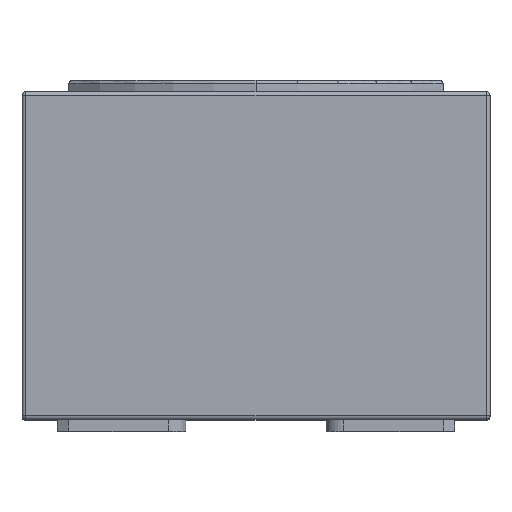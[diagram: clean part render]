
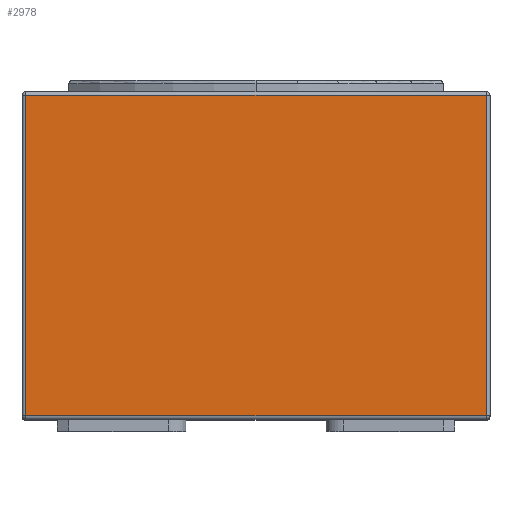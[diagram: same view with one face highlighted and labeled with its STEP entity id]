
A CAD part, top view. The second image highlights one B-rep face of the part: STEP entity #2978.
In plain terms, the highlighted planar face has unit normal (0, 0, 1).
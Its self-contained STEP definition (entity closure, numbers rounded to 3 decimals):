
#48 = VERTEX_POINT ( 'NONE', #2410 ) ;
#68 = DIRECTION ( 'NONE',  ( -1., 0., 0. ) ) ;
#142 = DIRECTION ( 'NONE',  ( 1., 0., 0. ) ) ;
#204 = ORIENTED_EDGE ( 'NONE', *, *, #5200, .T. ) ;
#262 = PLANE ( 'NONE',  #1520 ) ;
#331 = ORIENTED_EDGE ( 'NONE', *, *, #3986, .T. ) ;
#727 = ORIENTED_EDGE ( 'NONE', *, *, #5705, .T. ) ;
#758 = DIRECTION ( 'NONE',  ( 0., 0., -1. ) ) ;
#769 = DIRECTION ( 'NONE',  ( 0., 1., 0. ) ) ;
#1148 = CARTESIAN_POINT ( 'NONE',  ( -1., 0.065, 1.25 ) ) ;
#1201 = VERTEX_POINT ( 'NONE', #5691 ) ;
#1305 = LINE ( 'NONE', #1148, #3788 ) ;
#1375 = FACE_OUTER_BOUND ( 'NONE', #1420, .T. ) ;
#1420 = EDGE_LOOP ( 'NONE', ( #331, #727, #204, #5336 ) ) ;
#1520 = AXIS2_PLACEMENT_3D ( 'NONE', #4999, #758, #2645 ) ;
#2025 = VERTEX_POINT ( 'NONE', #5870 ) ;
#2121 = CARTESIAN_POINT ( 'NONE',  ( 0.985, 1.45, 1.25 ) ) ;
#2181 = EDGE_CURVE ( 'NONE', #1201, #5506, #6064, .T. ) ;
#2332 = VECTOR ( 'NONE', #769, 1000. ) ;
#2410 = CARTESIAN_POINT ( 'NONE',  ( 0.985, 0.065, 1.25 ) ) ;
#2645 = DIRECTION ( 'NONE',  ( -1., 0., 0. ) ) ;
#2978 = ADVANCED_FACE ( 'NONE', ( #1375 ), #262, .F. ) ;
#3108 = LINE ( 'NONE', #2121, #2332 ) ;
#3731 = CARTESIAN_POINT ( 'NONE',  ( -0.985, 1.45, 1.25 ) ) ;
#3768 = CARTESIAN_POINT ( 'NONE',  ( -0.985, 0.065, 1.25 ) ) ;
#3788 = VECTOR ( 'NONE', #142, 1000. ) ;
#3896 = CARTESIAN_POINT ( 'NONE',  ( -1., 1.435, 1.25 ) ) ;
#3986 = EDGE_CURVE ( 'NONE', #5506, #48, #1305, .T. ) ;
#4999 = CARTESIAN_POINT ( 'NONE',  ( -1., 1.45, 1.25 ) ) ;
#5077 = DIRECTION ( 'NONE',  ( 0., -1., 0. ) ) ;
#5119 = VECTOR ( 'NONE', #5077, 1000. ) ;
#5200 = EDGE_CURVE ( 'NONE', #2025, #1201, #6090, .T. ) ;
#5336 = ORIENTED_EDGE ( 'NONE', *, *, #2181, .T. ) ;
#5506 = VERTEX_POINT ( 'NONE', #3768 ) ;
#5691 = CARTESIAN_POINT ( 'NONE',  ( -0.985, 1.435, 1.25 ) ) ;
#5705 = EDGE_CURVE ( 'NONE', #48, #2025, #3108, .T. ) ;
#5870 = CARTESIAN_POINT ( 'NONE',  ( 0.985, 1.435, 1.25 ) ) ;
#5955 = VECTOR ( 'NONE', #68, 1000. ) ;
#6064 = LINE ( 'NONE', #3731, #5119 ) ;
#6090 = LINE ( 'NONE', #3896, #5955 ) ;
